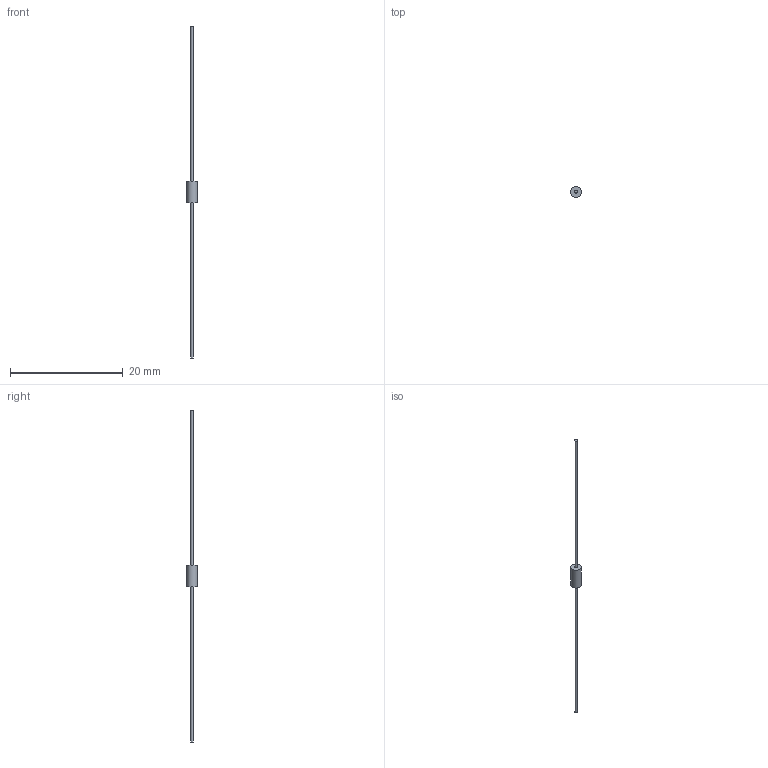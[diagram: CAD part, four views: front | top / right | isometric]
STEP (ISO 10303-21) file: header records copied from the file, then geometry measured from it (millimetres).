
FILE_DESCRIPTION(/* description */ (''),/* implementation_level */ '2;1');
FILE_NAME(/* name */ 'Glass Case DO35.stp',/* time_stamp */ '2018-03-05T14:54:13+01:00',/* author */ (''),/* organization */ (''),/* preprocessor_version */ 'ST-DEVELOPER v14',/* originating_system */ 'SIEMENS PLM Software NX 8.0',/* authorisation */ '');
FILE_SCHEMA (('CONFIG_CONTROL_DESIGN'));
Length unit declared in the file: millimetre
Products named in the file (1): Glass Case DO35
Bounding box: 1.9 x 1.9 x 58.9 mm (x, y, z)
Volume: 21.9 mm3; surface area: 115.3 mm2
Topology: 1 solids, 1 shells, 7 faces, 10 edges, 7 vertices
Faces by surface type: plane 4, cylinder 3
Full cylindrical faces by diameter (mm): 0.5 x2, 1.9 x1
Entity records: 218 total; most frequent: DIRECTION 28, CARTESIAN_POINT 20, AXIS2_PLACEMENT_3D 14, EDGE_LOOP 12, ORIENTED_EDGE 12, FACE_BOUND 10, PERSON_AND_ORGANIZATION 7, ORGANIZATION 7
